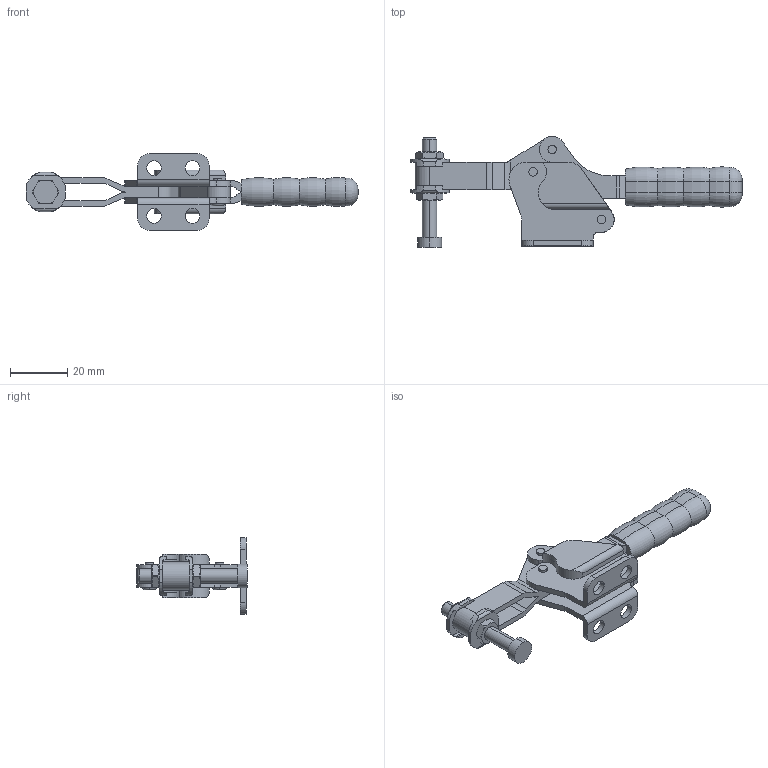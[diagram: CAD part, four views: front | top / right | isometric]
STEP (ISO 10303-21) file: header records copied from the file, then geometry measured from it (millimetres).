
FILE_DESCRIPTION( ( '' ), '1' );
FILE_NAME( 'h75_2bss_2_03.stp', '2006-11-29T10:29:06', ( '' ), ( '' ), ' ', ' ', ' ' );
FILE_SCHEMA( ( 'CONFIG_CONTROL_DESIGN' ) );
Length unit declared in the file: millimetre
Products named in the file (8): 1; 2; 3; 4; 5; 6; 7; 8
Bounding box: 116.35 x 38.89 x 26.8 mm (x, y, z)
Volume: 14889 mm3; surface area: 13508.4 mm2
Topology: 8 solids, 8 shells, 297 faces, 783 edges, 514 vertices
Faces by surface type: cylinder 138, plane 115, cone 26, torus 18
Entity records: 9855 total; most frequent: CARTESIAN_POINT 1914, DIRECTION 1681, ORIENTED_EDGE 1566, EDGE_CURVE 783, AXIS2_PLACEMENT_3D 651, VERTEX_POINT 514, LINE 379, VECTOR 379
